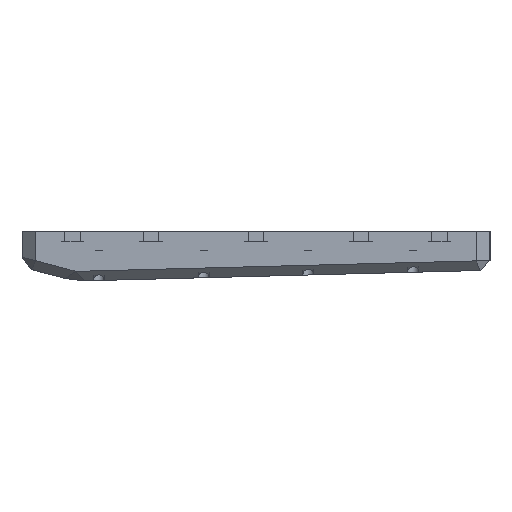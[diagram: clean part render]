
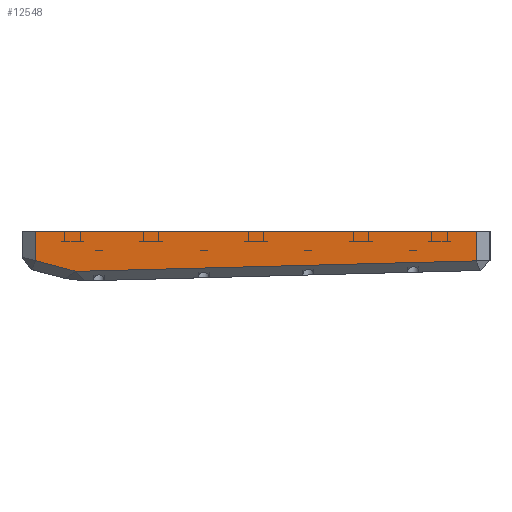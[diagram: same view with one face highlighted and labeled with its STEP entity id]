
A CAD part, left-side view. The second image highlights one B-rep face of the part: STEP entity #12548.
In plain terms, the highlighted planar face has unit normal (-1, 0, 0).
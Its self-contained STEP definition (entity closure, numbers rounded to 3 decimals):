
#1303=PLANE('',#13799);
#1942=FACE_OUTER_BOUND('',#2657,.T.);
#2657=EDGE_LOOP('',(#11682,#11683,#11684,#11685,#11686));
#3350=LINE('',#20075,#4568);
#3849=LINE('',#21801,#5067);
#3858=LINE('',#21818,#5076);
#3860=LINE('',#21821,#5078);
#3868=LINE('',#21836,#5086);
#4568=VECTOR('',#15558,10.);
#5067=VECTOR('',#17301,10.);
#5076=VECTOR('',#17324,10.);
#5078=VECTOR('',#17328,10.);
#5086=VECTOR('',#17350,10.);
#5783=VERTEX_POINT('',#20072);
#5784=VERTEX_POINT('',#20074);
#6314=VERTEX_POINT('',#21707);
#6317=VERTEX_POINT('',#21796);
#6318=VERTEX_POINT('',#21809);
#7249=EDGE_CURVE('',#5783,#5784,#3350,.T.);
#8109=EDGE_CURVE('',#6317,#6314,#3849,.T.);
#8118=EDGE_CURVE('',#5784,#6318,#3858,.T.);
#8120=EDGE_CURVE('',#6318,#6317,#3860,.T.);
#8128=EDGE_CURVE('',#6314,#5783,#3868,.T.);
#11682=ORIENTED_EDGE('',*,*,#8118,.F.);
#11683=ORIENTED_EDGE('',*,*,#7249,.F.);
#11684=ORIENTED_EDGE('',*,*,#8128,.F.);
#11685=ORIENTED_EDGE('',*,*,#8109,.F.);
#11686=ORIENTED_EDGE('',*,*,#8120,.F.);
#12548=ADVANCED_FACE('',(#1942),#1303,.T.);
#13799=AXIS2_PLACEMENT_3D('',#21895,#17416,#17417);
#15558=DIRECTION('',(0.,-1.,0.));
#17301=DIRECTION('',(0.,0.966,0.259));
#17324=DIRECTION('',(0.,0.,-1.));
#17328=DIRECTION('',(0.,1.,-0.026));
#17350=DIRECTION('',(0.,0.,1.));
#17416=DIRECTION('center_axis',(-1.,0.,0.));
#17417=DIRECTION('ref_axis',(0.,1.,0.));
#20072=CARTESIAN_POINT('',(20.44,-25.44,6.6));
#20074=CARTESIAN_POINT('',(20.44,-184.11,6.6));
#20075=CARTESIAN_POINT('',(20.44,-180.34,6.6));
#21707=CARTESIAN_POINT('',(20.44,-25.44,-4.012));
#21796=CARTESIAN_POINT('',(20.44,-39.906,-7.888));
#21801=CARTESIAN_POINT('',(20.44,-133.809,-33.049));
#21809=CARTESIAN_POINT('',(20.44,-184.11,-4.112));
#21818=CARTESIAN_POINT('',(20.44,-184.11,1.6));
#21821=CARTESIAN_POINT('',(20.44,-142.683,-5.197));
#21836=CARTESIAN_POINT('',(20.44,-25.44,1.6));
#21895=CARTESIAN_POINT('Origin',(20.44,-180.34,1.6));
